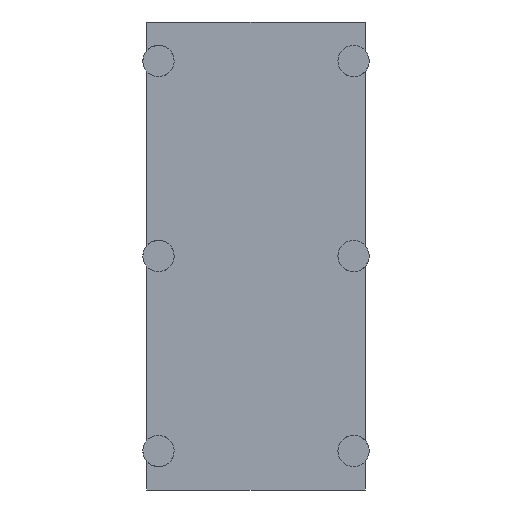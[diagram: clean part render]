
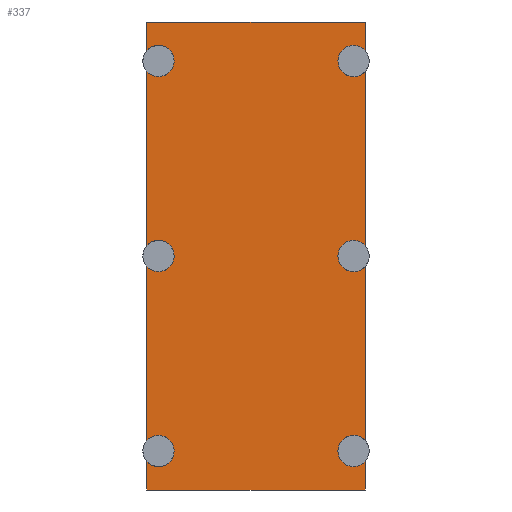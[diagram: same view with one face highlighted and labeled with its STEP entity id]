
A CAD part, front view. The second image highlights one B-rep face of the part: STEP entity #337.
In plain terms, the highlighted planar face has unit normal (0, -1, 0).
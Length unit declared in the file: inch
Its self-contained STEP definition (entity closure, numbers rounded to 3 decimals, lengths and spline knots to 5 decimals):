
#21=LINE($,#561,#45);
#22=LINE($,#562,#46);
#23=LINE($,#563,#47);
#24=LINE($,#565,#48);
#28=LINE($,#572,#52);
#31=LINE($,#578,#55);
#32=LINE($,#579,#56);
#33=LINE($,#580,#57);
#34=LINE($,#581,#58);
#36=LINE($,#584,#60);
#45=VECTOR($,#468,0.01471);
#46=VECTOR($,#469,0.08942);
#47=VECTOR($,#470,0.08942);
#48=VECTOR($,#471,0.01471);
#52=VECTOR($,#477,0.112);
#55=VECTOR($,#482,0.01471);
#56=VECTOR($,#483,0.08942);
#57=VECTOR($,#484,0.08942);
#58=VECTOR($,#485,0.01471);
#60=VECTOR($,#489,0.112);
#77=PLANE($,#382);
#107=FACE_OUTER_BOUND($,#137,.T.);
#137=EDGE_LOOP($,(#289,#290,#291,#292,#293,#294,#295,#296,#297,#298,#299,
#300,#301,#302,#303,#304));
#141=CIRCLE($,#345,0.008);
#143=CIRCLE($,#350,0.008);
#147=CIRCLE($,#357,0.008);
#149=CIRCLE($,#362,0.008);
#153=CIRCLE($,#369,0.008);
#155=CIRCLE($,#374,0.008);
#158=VERTEX_POINT($,#498);
#159=VERTEX_POINT($,#499);
#161=VERTEX_POINT($,#508);
#162=VERTEX_POINT($,#509);
#164=VERTEX_POINT($,#518);
#165=VERTEX_POINT($,#519);
#167=VERTEX_POINT($,#528);
#168=VERTEX_POINT($,#529);
#170=VERTEX_POINT($,#538);
#171=VERTEX_POINT($,#539);
#173=VERTEX_POINT($,#548);
#174=VERTEX_POINT($,#549);
#177=VERTEX_POINT($,#559);
#178=VERTEX_POINT($,#564);
#180=VERTEX_POINT($,#570);
#182=VERTEX_POINT($,#576);
#185=EDGE_CURVE($,#158,#159,#141,.T.);
#188=EDGE_CURVE($,#161,#162,#143,.T.);
#193=EDGE_CURVE($,#164,#165,#147,.T.);
#196=EDGE_CURVE($,#167,#168,#149,.T.);
#201=EDGE_CURVE($,#170,#171,#153,.T.);
#204=EDGE_CURVE($,#173,#174,#155,.T.);
#209=EDGE_CURVE($,#177,#171,#21,.T.);
#210=EDGE_CURVE($,#170,#165,#22,.T.);
#211=EDGE_CURVE($,#164,#159,#23,.T.);
#212=EDGE_CURVE($,#158,#178,#24,.T.);
#216=EDGE_CURVE($,#180,#177,#28,.T.);
#219=EDGE_CURVE($,#182,#162,#31,.T.);
#220=EDGE_CURVE($,#161,#168,#32,.T.);
#221=EDGE_CURVE($,#167,#174,#33,.T.);
#222=EDGE_CURVE($,#173,#180,#34,.T.);
#224=EDGE_CURVE($,#178,#182,#36,.T.);
#289=ORIENTED_EDGE($,*,*,#185,.T.);
#290=ORIENTED_EDGE($,*,*,#211,.F.);
#291=ORIENTED_EDGE($,*,*,#193,.T.);
#292=ORIENTED_EDGE($,*,*,#210,.F.);
#293=ORIENTED_EDGE($,*,*,#201,.T.);
#294=ORIENTED_EDGE($,*,*,#209,.F.);
#295=ORIENTED_EDGE($,*,*,#216,.F.);
#296=ORIENTED_EDGE($,*,*,#222,.F.);
#297=ORIENTED_EDGE($,*,*,#204,.T.);
#298=ORIENTED_EDGE($,*,*,#221,.F.);
#299=ORIENTED_EDGE($,*,*,#196,.T.);
#300=ORIENTED_EDGE($,*,*,#220,.F.);
#301=ORIENTED_EDGE($,*,*,#188,.T.);
#302=ORIENTED_EDGE($,*,*,#219,.F.);
#303=ORIENTED_EDGE($,*,*,#224,.F.);
#304=ORIENTED_EDGE($,*,*,#212,.F.);
#337=ADVANCED_FACE($,(#107),#77,.F.);
#345=AXIS2_PLACEMENT_3D($,#501,#392,#393);
#350=AXIS2_PLACEMENT_3D($,#510,#403,#404);
#357=AXIS2_PLACEMENT_3D($,#521,#418,#419);
#362=AXIS2_PLACEMENT_3D($,#530,#429,#430);
#369=AXIS2_PLACEMENT_3D($,#541,#444,#445);
#374=AXIS2_PLACEMENT_3D($,#550,#455,#456);
#382=AXIS2_PLACEMENT_3D($,#585,#490,#491);
#392=DIRECTION('center_axis',(0.,1.,0.));
#393=DIRECTION('ref_axis',(1.,0.,0.));
#403=DIRECTION('center_axis',(0.,1.,0.));
#404=DIRECTION('ref_axis',(1.,0.,0.));
#418=DIRECTION('center_axis',(0.,1.,0.));
#419=DIRECTION('ref_axis',(1.,0.,0.));
#429=DIRECTION('center_axis',(0.,1.,0.));
#430=DIRECTION('ref_axis',(1.,0.,0.));
#444=DIRECTION('center_axis',(0.,1.,0.));
#445=DIRECTION('ref_axis',(1.,0.,0.));
#455=DIRECTION('center_axis',(0.,1.,0.));
#456=DIRECTION('ref_axis',(1.,0.,0.));
#468=DIRECTION($,(0.,0.,1.));
#469=DIRECTION($,(0.,0.,1.));
#470=DIRECTION($,(0.,0.,1.));
#471=DIRECTION($,(0.,0.,1.));
#477=DIRECTION($,(-1.,0.,0.));
#482=DIRECTION($,(0.,0.,-1.));
#483=DIRECTION($,(0.,0.,-1.));
#484=DIRECTION($,(0.,0.,-1.));
#485=DIRECTION($,(0.,0.,-1.));
#489=DIRECTION($,(1.,0.,0.));
#490=DIRECTION('center_axis',(0.,1.,0.));
#491=DIRECTION('ref_axis',(0.,0.,1.));
#498=CARTESIAN_POINT('',(-0.056,0.,0.10529));
#499=CARTESIAN_POINT('',(-0.056,0.,0.09471));
#501=CARTESIAN_POINT('Origin',(-0.05,0.,0.1));
#508=CARTESIAN_POINT('',(0.056,0.,0.09471));
#509=CARTESIAN_POINT('',(0.056,0.,0.10529));
#510=CARTESIAN_POINT('Origin',(0.05,0.,0.1));
#518=CARTESIAN_POINT('',(-0.056,0.,0.00529));
#519=CARTESIAN_POINT('',(-0.056,0.,-0.00529));
#521=CARTESIAN_POINT('Origin',(-0.05,0.,0.));
#528=CARTESIAN_POINT('',(0.056,0.,-0.00529));
#529=CARTESIAN_POINT('',(0.056,0.,0.00529));
#530=CARTESIAN_POINT('Origin',(0.05,0.,0.));
#538=CARTESIAN_POINT('',(-0.056,0.,-0.09471));
#539=CARTESIAN_POINT('',(-0.056,0.,-0.10529));
#541=CARTESIAN_POINT('Origin',(-0.05,0.,-0.1));
#548=CARTESIAN_POINT('',(0.056,0.,-0.10529));
#549=CARTESIAN_POINT('',(0.056,0.,-0.09471));
#550=CARTESIAN_POINT('Origin',(0.05,0.,-0.1));
#559=CARTESIAN_POINT('',(-0.056,0.,-0.12));
#561=CARTESIAN_POINT($,(-0.056,0.,-0.12));
#562=CARTESIAN_POINT($,(-0.056,0.,-0.12));
#563=CARTESIAN_POINT($,(-0.056,0.,-0.12));
#564=CARTESIAN_POINT('',(-0.056,0.,0.12));
#565=CARTESIAN_POINT($,(-0.056,0.,-0.12));
#570=CARTESIAN_POINT('',(0.056,0.,-0.12));
#572=CARTESIAN_POINT($,(0.056,0.,-0.12));
#576=CARTESIAN_POINT('',(0.056,0.,0.12));
#578=CARTESIAN_POINT($,(0.056,0.,0.12));
#579=CARTESIAN_POINT($,(0.056,0.,0.12));
#580=CARTESIAN_POINT($,(0.056,0.,0.12));
#581=CARTESIAN_POINT($,(0.056,0.,0.12));
#584=CARTESIAN_POINT($,(-0.056,0.,0.12));
#585=CARTESIAN_POINT('Origin',(0.,0.,0.));
